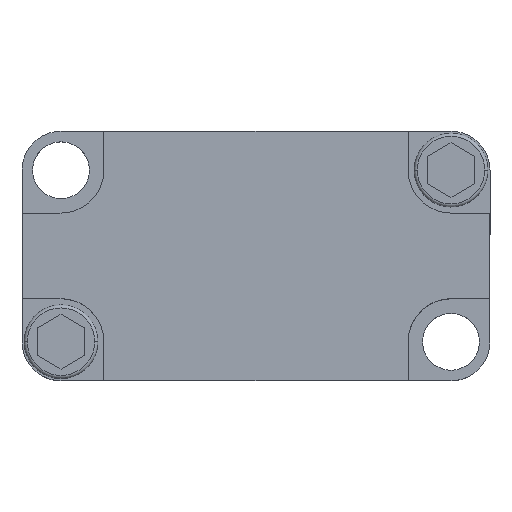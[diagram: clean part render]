
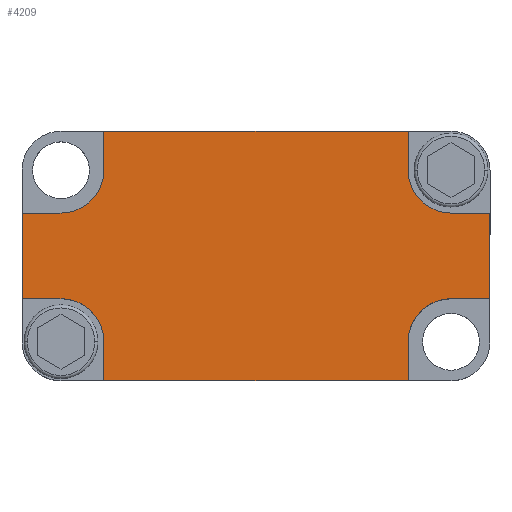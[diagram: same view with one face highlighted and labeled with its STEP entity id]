
A CAD part, top view. The second image highlights one B-rep face of the part: STEP entity #4209.
In plain terms, the highlighted planar face has unit normal (0, 0, 1).
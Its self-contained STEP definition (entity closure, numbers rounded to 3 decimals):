
#3687=CARTESIAN_POINT('',(6.35,-1.394,4.3));
#3688=VERTEX_POINT('',#3687);
#3689=CARTESIAN_POINT('',(4.95,-2.794,4.3));
#3690=VERTEX_POINT('',#3689);
#3691=CARTESIAN_POINT('',(6.35,-2.794,4.3));
#3692=DIRECTION('',(0.0,0.0,1.0));
#3693=DIRECTION('',(-0.707,0.707,0.0));
#3694=AXIS2_PLACEMENT_3D('',#3691,#3692,#3693);
#3695=CIRCLE('',#3694,1.4);
#3696=EDGE_CURVE('',#3688,#3690,#3695,.T.);
#3729=CARTESIAN_POINT('',(4.95,-4.064,4.3));
#3730=VERTEX_POINT('',#3729);
#3731=CARTESIAN_POINT('',(4.95,-2.794,4.3));
#3732=DIRECTION('',(0.0,-1.0,0.0));
#3733=VECTOR('',#3732,1.27);
#3734=LINE('',#3731,#3733);
#3735=EDGE_CURVE('',#3690,#3730,#3734,.T.);
#3760=CARTESIAN_POINT('',(-4.95,-4.064,4.3));
#3761=VERTEX_POINT('',#3760);
#3762=CARTESIAN_POINT('',(4.95,-4.064,4.3));
#3763=DIRECTION('',(-1.0,0.0,0.0));
#3764=VECTOR('',#3763,9.9);
#3765=LINE('',#3762,#3764);
#3766=EDGE_CURVE('',#3730,#3761,#3765,.T.);
#3791=CARTESIAN_POINT('',(-4.95,-2.794,4.3));
#3792=VERTEX_POINT('',#3791);
#3793=CARTESIAN_POINT('',(-4.95,-4.064,4.3));
#3794=DIRECTION('',(0.0,1.0,0.0));
#3795=VECTOR('',#3794,1.27);
#3796=LINE('',#3793,#3795);
#3797=EDGE_CURVE('',#3761,#3792,#3796,.T.);
#3822=CARTESIAN_POINT('',(-6.35,-1.394,4.3));
#3823=VERTEX_POINT('',#3822);
#3824=CARTESIAN_POINT('',(-6.35,-2.794,4.3));
#3825=DIRECTION('',(0.0,0.0,1.0));
#3826=DIRECTION('',(0.707,0.707,0.0));
#3827=AXIS2_PLACEMENT_3D('',#3824,#3825,#3826);
#3828=CIRCLE('',#3827,1.4);
#3829=EDGE_CURVE('',#3792,#3823,#3828,.T.);
#3855=CARTESIAN_POINT('',(-7.62,-1.394,4.3));
#3856=VERTEX_POINT('',#3855);
#3857=CARTESIAN_POINT('',(-6.35,-1.394,4.3));
#3858=DIRECTION('',(-1.0,0.0,0.0));
#3859=VECTOR('',#3858,1.27);
#3860=LINE('',#3857,#3859);
#3861=EDGE_CURVE('',#3823,#3856,#3860,.T.);
#3886=CARTESIAN_POINT('',(-7.62,1.394,4.3));
#3887=VERTEX_POINT('',#3886);
#3888=CARTESIAN_POINT('',(-7.62,-1.394,4.3));
#3889=DIRECTION('',(0.0,1.0,0.0));
#3890=VECTOR('',#3889,2.788);
#3891=LINE('',#3888,#3890);
#3892=EDGE_CURVE('',#3856,#3887,#3891,.T.);
#3917=CARTESIAN_POINT('',(-6.35,1.394,4.3));
#3918=VERTEX_POINT('',#3917);
#3919=CARTESIAN_POINT('',(-7.62,1.394,4.3));
#3920=DIRECTION('',(1.0,0.0,0.0));
#3921=VECTOR('',#3920,1.27);
#3922=LINE('',#3919,#3921);
#3923=EDGE_CURVE('',#3887,#3918,#3922,.T.);
#3948=CARTESIAN_POINT('',(-4.95,2.794,4.3));
#3949=VERTEX_POINT('',#3948);
#3950=CARTESIAN_POINT('',(-6.35,2.794,4.3));
#3951=DIRECTION('',(0.0,0.0,1.0));
#3952=DIRECTION('',(0.707,-0.707,0.0));
#3953=AXIS2_PLACEMENT_3D('',#3950,#3951,#3952);
#3954=CIRCLE('',#3953,1.4);
#3955=EDGE_CURVE('',#3918,#3949,#3954,.T.);
#3981=CARTESIAN_POINT('',(-4.95,4.064,4.3));
#3982=VERTEX_POINT('',#3981);
#3983=CARTESIAN_POINT('',(-4.95,2.794,4.3));
#3984=DIRECTION('',(0.0,1.0,0.0));
#3985=VECTOR('',#3984,1.27);
#3986=LINE('',#3983,#3985);
#3987=EDGE_CURVE('',#3949,#3982,#3986,.T.);
#4012=CARTESIAN_POINT('',(4.95,4.064,4.3));
#4013=VERTEX_POINT('',#4012);
#4014=CARTESIAN_POINT('',(-4.95,4.064,4.3));
#4015=DIRECTION('',(1.0,0.0,0.0));
#4016=VECTOR('',#4015,9.9);
#4017=LINE('',#4014,#4016);
#4018=EDGE_CURVE('',#3982,#4013,#4017,.T.);
#4043=CARTESIAN_POINT('',(4.95,2.794,4.3));
#4044=VERTEX_POINT('',#4043);
#4045=CARTESIAN_POINT('',(4.95,4.064,4.3));
#4046=DIRECTION('',(0.0,-1.0,0.0));
#4047=VECTOR('',#4046,1.27);
#4048=LINE('',#4045,#4047);
#4049=EDGE_CURVE('',#4013,#4044,#4048,.T.);
#4074=CARTESIAN_POINT('',(6.35,1.394,4.3));
#4075=VERTEX_POINT('',#4074);
#4076=CARTESIAN_POINT('',(6.35,2.794,4.3));
#4077=DIRECTION('',(0.0,0.0,1.0));
#4078=DIRECTION('',(-0.707,-0.707,0.0));
#4079=AXIS2_PLACEMENT_3D('',#4076,#4077,#4078);
#4080=CIRCLE('',#4079,1.4);
#4081=EDGE_CURVE('',#4044,#4075,#4080,.T.);
#4107=CARTESIAN_POINT('',(7.62,1.394,4.3));
#4108=VERTEX_POINT('',#4107);
#4109=CARTESIAN_POINT('',(6.35,1.394,4.3));
#4110=DIRECTION('',(1.0,0.0,0.0));
#4111=VECTOR('',#4110,1.27);
#4112=LINE('',#4109,#4111);
#4113=EDGE_CURVE('',#4075,#4108,#4112,.T.);
#4138=CARTESIAN_POINT('',(7.62,-1.394,4.3));
#4139=VERTEX_POINT('',#4138);
#4140=CARTESIAN_POINT('',(7.62,1.394,4.3));
#4141=DIRECTION('',(0.0,-1.0,0.0));
#4142=VECTOR('',#4141,2.788);
#4143=LINE('',#4140,#4142);
#4144=EDGE_CURVE('',#4108,#4139,#4143,.T.);
#4169=CARTESIAN_POINT('',(7.62,-1.394,4.3));
#4170=DIRECTION('',(-1.0,0.0,0.0));
#4171=VECTOR('',#4170,1.27);
#4172=LINE('',#4169,#4171);
#4173=EDGE_CURVE('',#4139,#3688,#4172,.T.);
#4186=CARTESIAN_POINT('',(0.,0.,4.3));
#4187=DIRECTION('',(0.0,0.0,1.0));
#4188=DIRECTION('',(1.0,0.0,0.0));
#4189=AXIS2_PLACEMENT_3D('',#4186,#4187,#4188);
#4190=PLANE('',#4189);
#4191=ORIENTED_EDGE('',*,*,#3696,.F.);
#4192=ORIENTED_EDGE('',*,*,#4173,.F.);
#4193=ORIENTED_EDGE('',*,*,#4144,.F.);
#4194=ORIENTED_EDGE('',*,*,#4113,.F.);
#4195=ORIENTED_EDGE('',*,*,#4081,.F.);
#4196=ORIENTED_EDGE('',*,*,#4049,.F.);
#4197=ORIENTED_EDGE('',*,*,#4018,.F.);
#4198=ORIENTED_EDGE('',*,*,#3987,.F.);
#4199=ORIENTED_EDGE('',*,*,#3955,.F.);
#4200=ORIENTED_EDGE('',*,*,#3923,.F.);
#4201=ORIENTED_EDGE('',*,*,#3892,.F.);
#4202=ORIENTED_EDGE('',*,*,#3861,.F.);
#4203=ORIENTED_EDGE('',*,*,#3829,.F.);
#4204=ORIENTED_EDGE('',*,*,#3797,.F.);
#4205=ORIENTED_EDGE('',*,*,#3766,.F.);
#4206=ORIENTED_EDGE('',*,*,#3735,.F.);
#4207=EDGE_LOOP('',(#4191,#4192,#4193,#4194,#4195,#4196,#4197,#4198,#4199,#4200,#4201,#4202,#4203,#4204,#4205,#4206));
#4208=FACE_OUTER_BOUND('',#4207,.T.);
#4209=ADVANCED_FACE('',(#4208),#4190,.T.);
